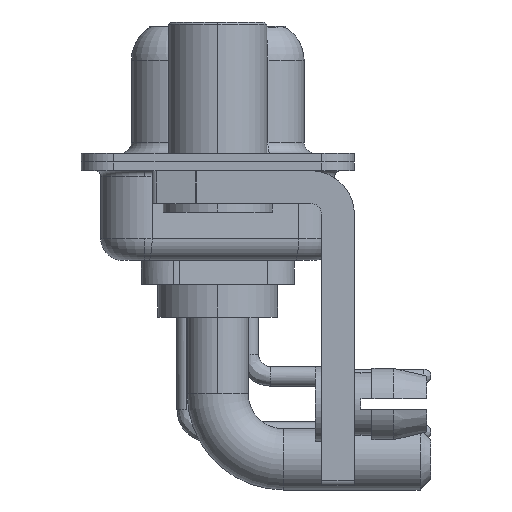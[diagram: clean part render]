
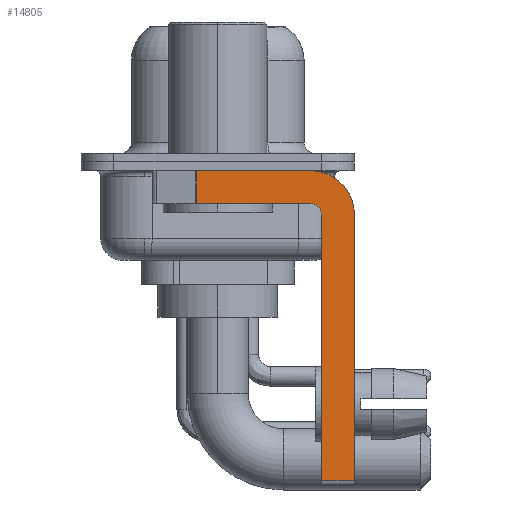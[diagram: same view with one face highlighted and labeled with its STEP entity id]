
A CAD part, left-side view. The second image highlights one B-rep face of the part: STEP entity #14805.
In plain terms, the highlighted planar face has unit normal (-1, 0, 0).
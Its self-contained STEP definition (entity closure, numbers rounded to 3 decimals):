
#1 = DIRECTION ( 'NONE',  ( 1., 0., 0. ) ) ;
#365 = CARTESIAN_POINT ( 'NONE',  ( -2.9, 3., -0.4 ) ) ;
#1215 = DIRECTION ( 'NONE',  ( 0., 0., 1. ) ) ;
#2196 = ORIENTED_EDGE ( 'NONE', *, *, #19748, .T. ) ;
#2236 = EDGE_CURVE ( 'NONE', #9314, #18407, #18443, .T. ) ;
#2320 = CARTESIAN_POINT ( 'NONE',  ( -2.9, 0.978, -0.4 ) ) ;
#3720 = AXIS2_PLACEMENT_3D ( 'NONE', #9335, #1, #22740 ) ;
#4806 = DIRECTION ( 'NONE',  ( 0., -1., 0. ) ) ;
#5295 = DIRECTION ( 'NONE',  ( 0., 0., -1. ) ) ;
#5608 = VECTOR ( 'NONE', #4806, 1000. ) ;
#5708 = CARTESIAN_POINT ( 'NONE',  ( -2.9, -6.25, -14.55 ) ) ;
#7069 = CARTESIAN_POINT ( 'NONE',  ( -2.9, -6.25, -2.4 ) ) ;
#7342 = CIRCLE ( 'NONE', #3720, 2. ) ;
#7385 = LINE ( 'NONE', #15114, #13115 ) ;
#7584 = CARTESIAN_POINT ( 'NONE',  ( -2.9, -6.25, -2.4 ) ) ;
#8363 = DIRECTION ( 'NONE',  ( 0., 0., 1. ) ) ;
#8680 = VECTOR ( 'NONE', #19670, 1000. ) ;
#8695 = ORIENTED_EDGE ( 'NONE', *, *, #14070, .T. ) ;
#8982 = CARTESIAN_POINT ( 'NONE',  ( -2.9, -4.75, -14.55 ) ) ;
#9314 = VERTEX_POINT ( 'NONE', #7584 ) ;
#9335 = CARTESIAN_POINT ( 'NONE',  ( -2.9, -4.25, -2.4 ) ) ;
#9914 = VERTEX_POINT ( 'NONE', #2320 ) ;
#10153 = EDGE_CURVE ( 'NONE', #20890, #12588, #18570, .T. ) ;
#10207 = LINE ( 'NONE', #365, #8680 ) ;
#10254 = CARTESIAN_POINT ( 'NONE',  ( -2.9, -4.75, -14.8 ) ) ;
#10584 = ORIENTED_EDGE ( 'NONE', *, *, #2236, .F. ) ;
#10608 = LINE ( 'NONE', #22220, #5608 ) ;
#10637 = DIRECTION ( 'NONE',  ( 1., 0., 0. ) ) ;
#11043 = DIRECTION ( 'NONE',  ( -1., 0., 0. ) ) ;
#11660 = EDGE_CURVE ( 'NONE', #13196, #9314, #7342, .T. ) ;
#12588 = VERTEX_POINT ( 'NONE', #15443 ) ;
#12823 = VERTEX_POINT ( 'NONE', #21863 ) ;
#13074 = DIRECTION ( 'NONE',  ( 0., 0., -1. ) ) ;
#13115 = VECTOR ( 'NONE', #13074, 1000. ) ;
#13146 = CARTESIAN_POINT ( 'NONE',  ( -2.9, -4.25, -0.4 ) ) ;
#13196 = VERTEX_POINT ( 'NONE', #13146 ) ;
#13943 = DIRECTION ( 'NONE',  ( 0., 0., -1. ) ) ;
#14070 = EDGE_CURVE ( 'NONE', #9914, #12588, #7385, .T. ) ;
#14197 = CARTESIAN_POINT ( 'NONE',  ( -2.9, -4.25, -2.4 ) ) ;
#14668 = DIRECTION ( 'NONE',  ( 0., 1., 0. ) ) ;
#14805 = ADVANCED_FACE ( 'NONE', ( #16338 ), #24051, .F. ) ;
#14974 = VERTEX_POINT ( 'NONE', #8982 ) ;
#15114 = CARTESIAN_POINT ( 'NONE',  ( -2.9, 0.978, -1.9 ) ) ;
#15443 = CARTESIAN_POINT ( 'NONE',  ( -2.9, 0.978, -1.9 ) ) ;
#15747 = EDGE_CURVE ( 'NONE', #9914, #13196, #10207, .T. ) ;
#15932 = EDGE_LOOP ( 'NONE', ( #19056, #8695, #18862, #20633, #22367, #2196, #10584, #22435 ) ) ;
#15933 = CARTESIAN_POINT ( 'NONE',  ( -2.9, -4.25, -1.9 ) ) ;
#16199 = LINE ( 'NONE', #10254, #21171 ) ;
#16338 = FACE_OUTER_BOUND ( 'NONE', #15932, .T. ) ;
#16567 = CARTESIAN_POINT ( 'NONE',  ( -2.9, -4.25, -1.9 ) ) ;
#18407 = VERTEX_POINT ( 'NONE', #5708 ) ;
#18443 = LINE ( 'NONE', #7069, #21174 ) ;
#18502 = CARTESIAN_POINT ( 'NONE',  ( -2.9, -4.25, -2.4 ) ) ;
#18570 = LINE ( 'NONE', #16567, #22626 ) ;
#18862 = ORIENTED_EDGE ( 'NONE', *, *, #10153, .F. ) ;
#19056 = ORIENTED_EDGE ( 'NONE', *, *, #15747, .F. ) ;
#19491 = CIRCLE ( 'NONE', #19903, 0.5 ) ;
#19670 = DIRECTION ( 'NONE',  ( 0., -1., 0. ) ) ;
#19748 = EDGE_CURVE ( 'NONE', #14974, #18407, #10608, .T. ) ;
#19903 = AXIS2_PLACEMENT_3D ( 'NONE', #18502, #11043, #1215 ) ;
#19974 = AXIS2_PLACEMENT_3D ( 'NONE', #14197, #10637, #13943 ) ;
#20248 = EDGE_CURVE ( 'NONE', #12823, #20890, #19491, .T. ) ;
#20633 = ORIENTED_EDGE ( 'NONE', *, *, #20248, .F. ) ;
#20890 = VERTEX_POINT ( 'NONE', #15933 ) ;
#21171 = VECTOR ( 'NONE', #8363, 1000. ) ;
#21174 = VECTOR ( 'NONE', #5295, 1000. ) ;
#21863 = CARTESIAN_POINT ( 'NONE',  ( -2.9, -4.75, -2.4 ) ) ;
#22220 = CARTESIAN_POINT ( 'NONE',  ( -2.9, -4.25, -14.55 ) ) ;
#22367 = ORIENTED_EDGE ( 'NONE', *, *, #23499, .F. ) ;
#22435 = ORIENTED_EDGE ( 'NONE', *, *, #11660, .F. ) ;
#22626 = VECTOR ( 'NONE', #14668, 1000. ) ;
#22740 = DIRECTION ( 'NONE',  ( 0., 0., -1. ) ) ;
#23499 = EDGE_CURVE ( 'NONE', #14974, #12823, #16199, .T. ) ;
#24051 = PLANE ( 'NONE',  #19974 ) ;
